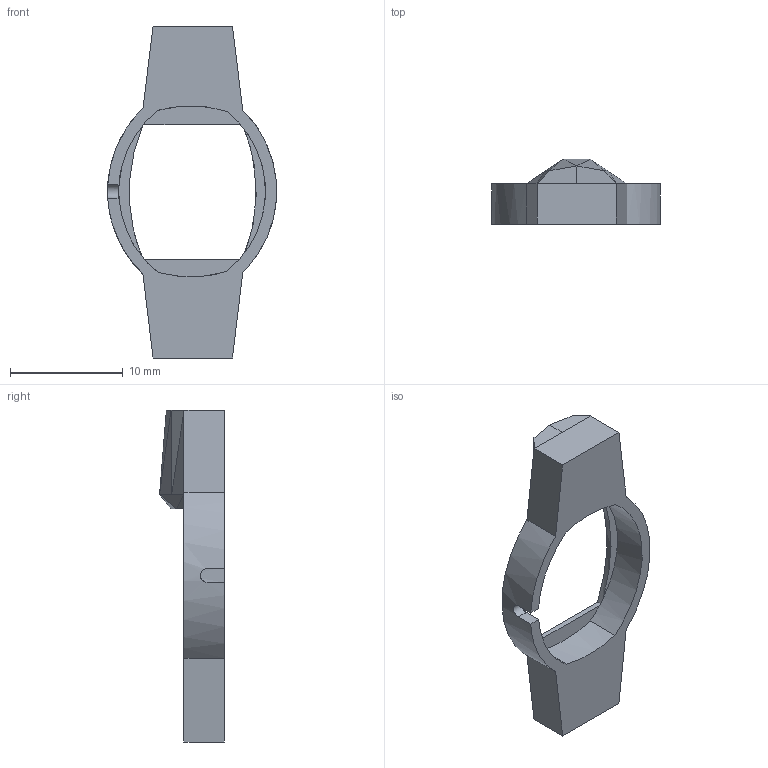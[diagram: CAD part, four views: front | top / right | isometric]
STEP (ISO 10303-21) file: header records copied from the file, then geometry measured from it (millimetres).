
FILE_DESCRIPTION(/* description */ (''),/* implementation_level */ '2;1');
FILE_NAME(/* name */ 'MAIN_A~2',/* time_stamp */ '2021-03-09T11:51:25+01:00',/* author */ (''),/* organization */ (''),/* preprocessor_version */ 'ST-DEVELOPER v16.5',/* originating_system */ '',/* authorisation */ '');
FILE_SCHEMA (('CONFIG_CONTROL_DESIGN'));
Length unit declared in the file: millimetre
Products named in the file (1): Document
Bounding box: 15.01 x 5.77 x 29.51 mm (x, y, z)
Volume: 642.2 mm3; surface area: 972 mm2
Topology: 2 solids, 2 shells, 49 faces, 126 edges, 64 vertices
Faces by surface type: bspline 22, plane 18, cylinder 9
Entity records: 1293 total; most frequent: CARTESIAN_POINT 470, ORIENTED_EDGE 220, EDGE_CURVE 110, B_SPLINE_CURVE_WITH_KNOTS 83, VERTEX_POINT 64, EDGE_LOOP 50, ADVANCED_FACE 49, FACE_OUTER_BOUND 49
